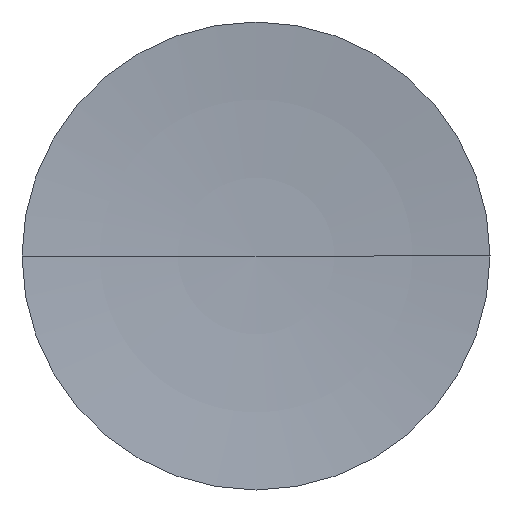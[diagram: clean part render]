
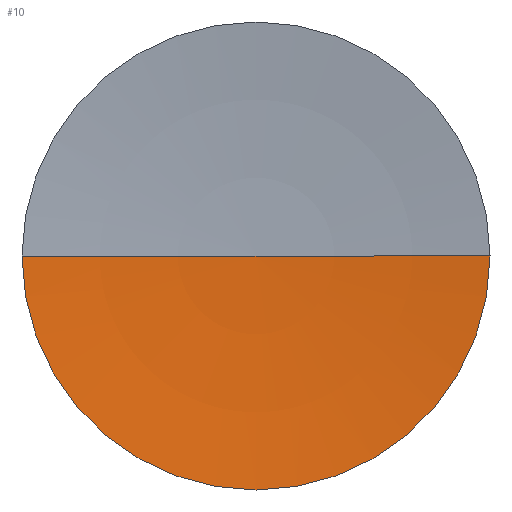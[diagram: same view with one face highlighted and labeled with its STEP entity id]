
A CAD part, left-side view. The second image highlights one B-rep face of the part: STEP entity #10.
In plain terms, the highlighted toroidal (fillet/blend) face has major radius 0.029 mm and minor radius 129.24 mm.
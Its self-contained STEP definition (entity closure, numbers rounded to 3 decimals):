
#9 = VERTEX_POINT ( 'NONE', #15 ) ;
#10 = ADVANCED_FACE ( 'NONE', ( #106 ), #145, .F. ) ;
#11 = VERTEX_POINT ( 'NONE', #135 ) ;
#13 = DIRECTION ( 'NONE',  ( -1., 0., 0. ) ) ;
#14 = CARTESIAN_POINT ( 'NONE',  ( -131.74, 0., 0. ) ) ;
#15 = CARTESIAN_POINT ( 'NONE',  ( -3.37, 15., 0. ) ) ;
#21 = CARTESIAN_POINT ( 'NONE',  ( -3.37, 0., 0. ) ) ;
#27 = CIRCLE ( 'NONE', #176, 129.24 ) ;
#31 = EDGE_CURVE ( 'NONE', #9, #11, #163, .T. ) ;
#32 = DIRECTION ( 'NONE',  ( 0., 1., 0. ) ) ;
#42 = AXIS2_PLACEMENT_3D ( 'NONE', #21, #96, #82 ) ;
#52 = DIRECTION ( 'NONE',  ( 0., -1., 0. ) ) ;
#67 = ORIENTED_EDGE ( 'NONE', *, *, #31, .F. ) ;
#69 = ORIENTED_EDGE ( 'NONE', *, *, #170, .F. ) ;
#70 = VERTEX_POINT ( 'NONE', #108 ) ;
#73 = CARTESIAN_POINT ( 'NONE',  ( -131.74, 0.029, 0. ) ) ;
#75 = DIRECTION ( 'NONE',  ( 0., 0., -1. ) ) ;
#82 = DIRECTION ( 'NONE',  ( 0., 1., 0. ) ) ;
#96 = DIRECTION ( 'NONE',  ( 1., 0., 0. ) ) ;
#106 = FACE_OUTER_BOUND ( 'NONE', #186, .T. ) ;
#108 = CARTESIAN_POINT ( 'NONE',  ( -3.37, -15., 0. ) ) ;
#132 = ORIENTED_EDGE ( 'NONE', *, *, #147, .T. ) ;
#133 = CIRCLE ( 'NONE', #42, 15. ) ;
#135 = CARTESIAN_POINT ( 'NONE',  ( -2.5, 0., 0. ) ) ;
#139 = CARTESIAN_POINT ( 'NONE',  ( -131.74, -0.029, 0. ) ) ;
#140 = AXIS2_PLACEMENT_3D ( 'NONE', #14, #188, #32 ) ;
#143 = AXIS2_PLACEMENT_3D ( 'NONE', #73, #75, #13 ) ;
#145 = TOROIDAL_SURFACE ( 'NONE', #140, 0.029, 129.24 ) ;
#147 = EDGE_CURVE ( 'NONE', #70, #11, #27, .T. ) ;
#163 = CIRCLE ( 'NONE', #143, 129.24 ) ;
#170 = EDGE_CURVE ( 'NONE', #70, #9, #133, .T. ) ;
#176 = AXIS2_PLACEMENT_3D ( 'NONE', #139, #181, #52 ) ;
#181 = DIRECTION ( 'NONE',  ( 0., 0., 1. ) ) ;
#186 = EDGE_LOOP ( 'NONE', ( #69, #132, #67 ) ) ;
#188 = DIRECTION ( 'NONE',  ( 1., 0., 0. ) ) ;
